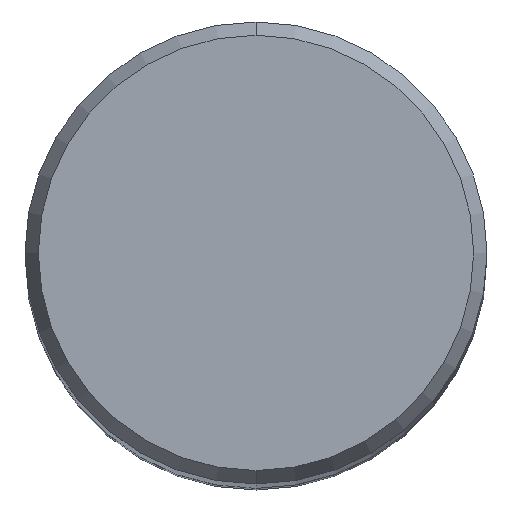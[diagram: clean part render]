
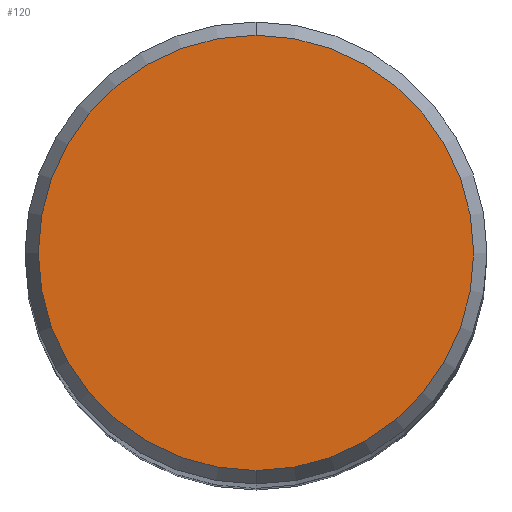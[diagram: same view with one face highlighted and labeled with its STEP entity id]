
A CAD part, top view. The second image highlights one B-rep face of the part: STEP entity #120.
In plain terms, the highlighted planar face has unit normal (0, 0, 1).
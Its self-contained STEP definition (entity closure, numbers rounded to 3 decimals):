
#120=ADVANCED_FACE('',(#259),#260,.T.);
#132=EDGE_CURVE('',#174,#156,#274,.T.);
#156=VERTEX_POINT('',#301);
#174=VERTEX_POINT('',#323);
#180=EDGE_CURVE('',#156,#174,#329,.T.);
#259=FACE_OUTER_BOUND('',#415,.T.);
#260=PLANE('',#416);
#274=CIRCLE('',#431,3.746);
#301=CARTESIAN_POINT('',(0.,-3.746,0.01));
#323=CARTESIAN_POINT('',(0.0,3.746,0.01));
#329=CIRCLE('',#497,3.746);
#415=EDGE_LOOP('',(#568,#569));
#416=AXIS2_PLACEMENT_3D('',#570,#571,#572);
#431=AXIS2_PLACEMENT_3D('',#593,#594,#595);
#497=AXIS2_PLACEMENT_3D('',#669,#670,#671);
#568=ORIENTED_EDGE('',*,*,#132,.F.);
#569=ORIENTED_EDGE('',*,*,#180,.F.);
#570=CARTESIAN_POINT('',(0.0,1.873,0.01));
#571=DIRECTION('',(-0.0,0.0,1.0));
#572=DIRECTION('',(0.0,-1.0,0.0));
#593=CARTESIAN_POINT('',(0.0,0.0,0.01));
#594=DIRECTION('',(0.0,0.0,-1.0));
#595=DIRECTION('',(0.0,1.0,0.0));
#669=CARTESIAN_POINT('',(0.0,0.0,0.01));
#670=DIRECTION('',(0.0,0.0,-1.0));
#671=DIRECTION('',(0.0,1.0,0.0));
